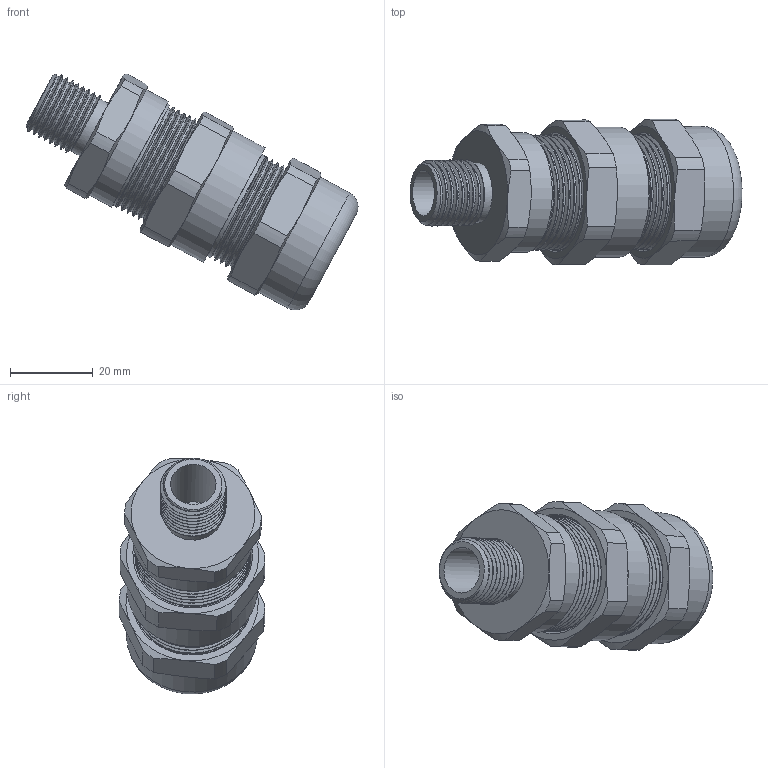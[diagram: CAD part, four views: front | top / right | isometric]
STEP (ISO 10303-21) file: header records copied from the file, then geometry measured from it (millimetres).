
FILE_DESCRIPTION(/* description */ ('RAD Ex M 16x1,5'),/* implementation_level */ '2;1');
FILE_NAME(/* name */ 'RAD20M16KNP-RST.stp',/* time_stamp */ '2020-03-18T15:27:14+01:00',/* author */ ('sl'),/* organization */ (''),/* preprocessor_version */ 'ST-DEVELOPER v16.5',/* originating_system */ 'Autodesk Inventor 2017',/* authorisation */ '');
FILE_SCHEMA (('AUTOMOTIVE_DESIGN { 1 0 10303 214 3 1 1 }'));
Length unit declared in the file: millimetre
Products named in the file (9): RAD20M16KNP; RAD20M16KNP_1; RAD20M16KNP_2; RAD20M16KNP_3; RAD20M16KNP_4; RAD20M16KNP_5; RAD20M16KNP_6; RAD20M16KNP_7; RAD20M16KNP_8
Assembly tree (8 placements, depth 2):
  RAD20M16KNP
    RAD20M16KNP_1
    RAD20M16KNP_2
    RAD20M16KNP_3
    RAD20M16KNP_4
    RAD20M16KNP_5
    RAD20M16KNP_6
    RAD20M16KNP_7
    RAD20M16KNP_8
Bounding box: 80.18 x 35.24 x 56.98 mm (x, y, z)
Volume: 35172.6 mm3; surface area: 27434.1 mm2
Topology: 8 solids, 8 shells, 206 faces, 477 edges, 299 vertices
Faces by surface type: cylinder 82, cone 52, plane 52, bspline 10, torus 10
Full cylindrical faces by diameter (mm): 7.64 x1, 11 x1, 13.97 x1, 14.418 x8, 14.9 x1, 19.35 x1, 19.78 x1, 20 x1, 21.44 x1, 23.5 x1, 23.64 x1, 23.88 x1, 25.06 x1, 25.82 x2, 26.04 x1, 26.61 x8, 26.75 x8, 27.84 x7, 27.96 x5, 29 x1, 31.46 x1, 31.62 x1
Entity records: 11611 total; most frequent: CARTESIAN_POINT 8060, DIRECTION 717, ORIENTED_EDGE 624, AXIS2_PLACEMENT_3D 339, EDGE_CURVE 312, EDGE_LOOP 247, VERTEX_POINT 219, FACE_OUTER_BOUND 170
